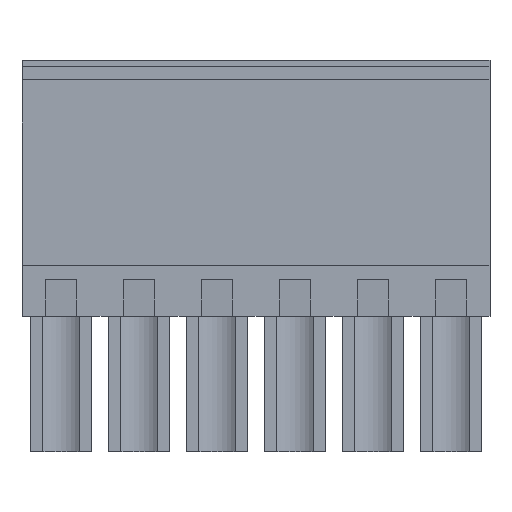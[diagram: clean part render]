
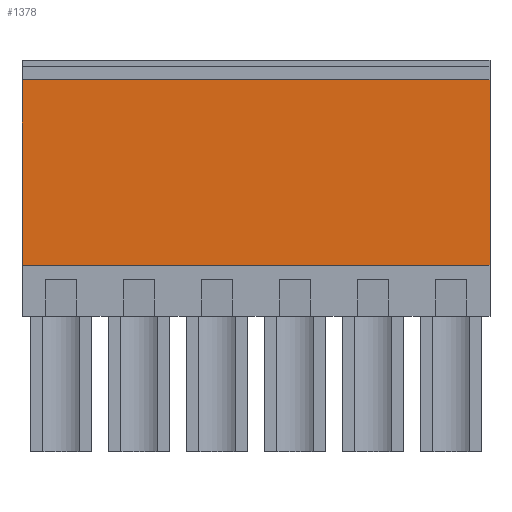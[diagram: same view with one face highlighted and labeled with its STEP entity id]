
A CAD part, front view. The second image highlights one B-rep face of the part: STEP entity #1378.
In plain terms, the highlighted planar face has unit normal (0, -1, 0).
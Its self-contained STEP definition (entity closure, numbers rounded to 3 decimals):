
#1365=AXIS2_PLACEMENT_3D('Plane Axis2P3D',#1362,#1363,#1364) ;
#344=CARTESIAN_POINT('Vertex',(0.,0.75,9.1)) ;
#347=CARTESIAN_POINT('Line Origine',(0.,0.75,13.625)) ;
#351=CARTESIAN_POINT('Vertex',(0.,0.75,18.15)) ;
#1026=CARTESIAN_POINT('Vertex',(22.86,0.75,18.15)) ;
#1029=CARTESIAN_POINT('Line Origine',(22.86,0.75,13.625)) ;
#1033=CARTESIAN_POINT('Vertex',(22.86,0.75,9.1)) ;
#1350=CARTESIAN_POINT('Line Origine',(11.43,0.75,9.1)) ;
#1362=CARTESIAN_POINT('Axis2P3D Location',(22.86,0.75,18.15)) ;
#1367=CARTESIAN_POINT('Line Origine',(11.43,0.75,18.15)) ;
#348=DIRECTION('Vector Direction',(0.,0.,-1.)) ;
#1030=DIRECTION('Vector Direction',(0.,0.,-1.)) ;
#1351=DIRECTION('Vector Direction',(-1.,0.,0.)) ;
#1363=DIRECTION('Axis2P3D Direction',(0.,1.,0.)) ;
#1364=DIRECTION('Axis2P3D XDirection',(0.,0.,-1.)) ;
#1368=DIRECTION('Vector Direction',(-1.,0.,0.)) ;
#349=VECTOR('Line Direction',#348,1.) ;
#1031=VECTOR('Line Direction',#1030,1.) ;
#1352=VECTOR('Line Direction',#1351,1.) ;
#1369=VECTOR('Line Direction',#1368,1.) ;
#1373=ORIENTED_EDGE('',*,*,#353,.T.) ;
#1374=ORIENTED_EDGE('',*,*,#1354,.F.) ;
#1375=ORIENTED_EDGE('',*,*,#1035,.F.) ;
#1376=ORIENTED_EDGE('',*,*,#1371,.T.) ;
#1378=ADVANCED_FACE('HOUSING',(#1377),#1366,.F.) ;
#353=EDGE_CURVE('',#352,#345,#350,.T.) ;
#1035=EDGE_CURVE('',#1027,#1034,#1032,.T.) ;
#1354=EDGE_CURVE('',#1034,#345,#1353,.T.) ;
#1371=EDGE_CURVE('',#1027,#352,#1370,.T.) ;
#1372=EDGE_LOOP('',(#1373,#1374,#1375,#1376)) ;
#1377=FACE_OUTER_BOUND('',#1372,.T.) ;
#350=LINE('Line',#347,#349) ;
#1032=LINE('Line',#1029,#1031) ;
#1353=LINE('Line',#1350,#1352) ;
#1370=LINE('Line',#1367,#1369) ;
#1366=PLANE('',#1365) ;
#345=VERTEX_POINT('',#344) ;
#352=VERTEX_POINT('',#351) ;
#1027=VERTEX_POINT('',#1026) ;
#1034=VERTEX_POINT('',#1033) ;
